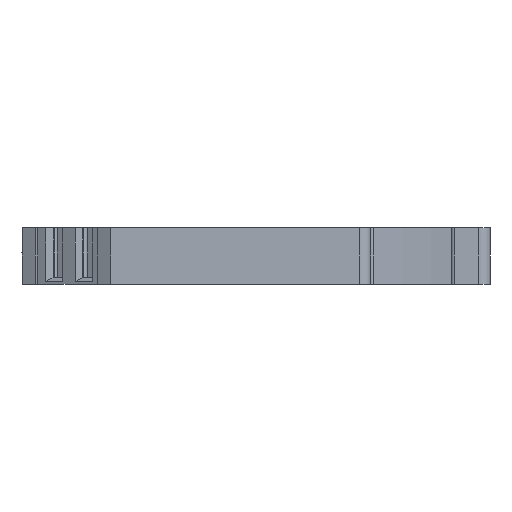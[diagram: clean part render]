
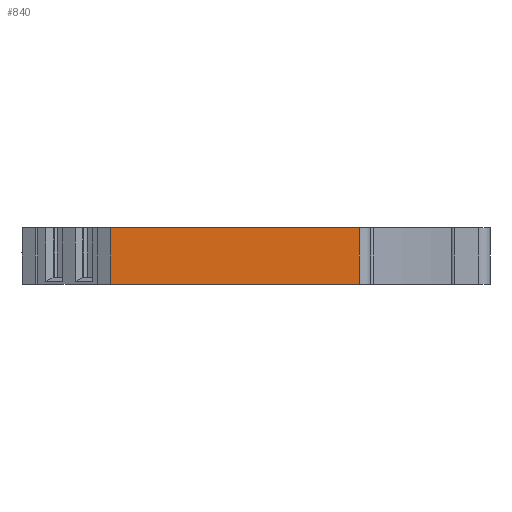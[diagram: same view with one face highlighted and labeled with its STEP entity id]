
A CAD part, left-side view. The second image highlights one B-rep face of the part: STEP entity #840.
In plain terms, the highlighted planar face has unit normal (-1, 0, 0).
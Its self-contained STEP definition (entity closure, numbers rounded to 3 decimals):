
#840=ADVANCED_FACE('',(#1347),#1027,.T.);
#1027=PLANE('',#6778);
#1347=FACE_OUTER_BOUND('',#1685,.T.);
#1685=EDGE_LOOP('',(#3313,#3314,#3315,#3316));
#3313=ORIENTED_EDGE('',*,*,#5045,.T.);
#3314=ORIENTED_EDGE('',*,*,#5006,.F.);
#3315=ORIENTED_EDGE('',*,*,#5046,.F.);
#3316=ORIENTED_EDGE('',*,*,#5015,.F.);
#4121=VERTEX_POINT('',#13631);
#4122=VERTEX_POINT('',#13633);
#4128=VERTEX_POINT('',#13647);
#4130=VERTEX_POINT('',#13651);
#5006=EDGE_CURVE('',#4121,#4122,#5624,.T.);
#5015=EDGE_CURVE('',#4130,#4128,#5631,.T.);
#5045=EDGE_CURVE('',#4130,#4122,#5649,.T.);
#5046=EDGE_CURVE('',#4128,#4121,#5650,.T.);
#5624=LINE('',#13632,#6214);
#5631=LINE('',#13652,#6221);
#5649=LINE('',#13711,#6239);
#5650=LINE('',#13712,#6240);
#6214=VECTOR('',#8335,1.);
#6221=VECTOR('',#8350,1.);
#6239=VECTOR('',#8414,1.);
#6240=VECTOR('',#8415,1.);
#6778=AXIS2_PLACEMENT_3D('',#13713,#8416,#8417);
#8335=DIRECTION('',(0.,0.,1.));
#8350=DIRECTION('',(0.,0.,-1.));
#8414=DIRECTION('',(0.,1.,0.));
#8415=DIRECTION('',(0.,1.,0.));
#8416=DIRECTION('',(-1.,0.,0.));
#8417=DIRECTION('',(0.,0.,1.));
#13631=CARTESIAN_POINT('',(-24.25,12.,-2.95));
#13632=CARTESIAN_POINT('',(-24.25,12.,-2.95));
#13633=CARTESIAN_POINT('',(-24.25,12.,2.15));
#13647=CARTESIAN_POINT('',(-24.25,-10.5,-2.95));
#13651=CARTESIAN_POINT('',(-24.25,-10.5,2.15));
#13652=CARTESIAN_POINT('',(-24.25,-10.5,2.15));
#13711=CARTESIAN_POINT('',(-24.25,-10.5,2.15));
#13712=CARTESIAN_POINT('',(-24.25,20.,-2.95));
#13713=CARTESIAN_POINT('',(-24.25,20.,-2.95));
